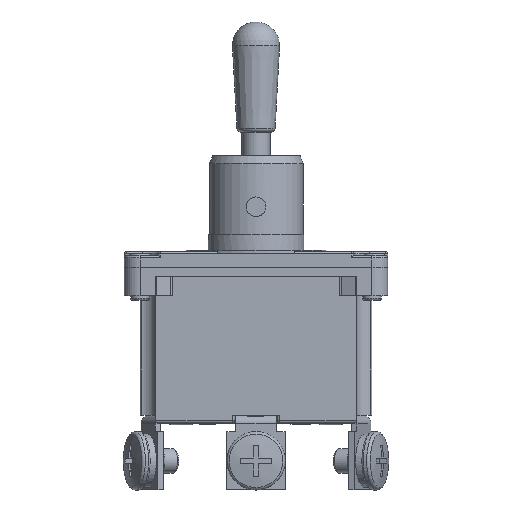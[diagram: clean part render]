
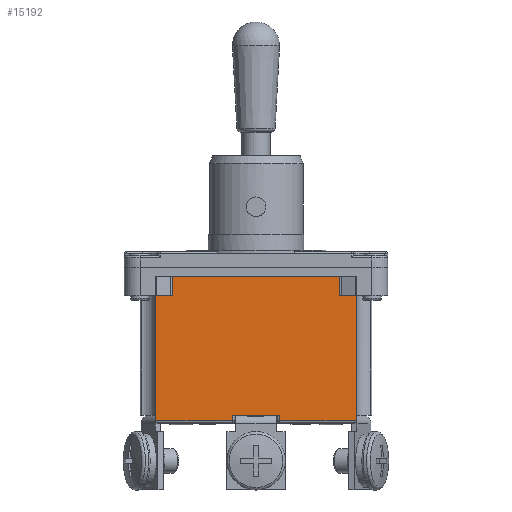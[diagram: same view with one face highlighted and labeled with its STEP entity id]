
A CAD part, front view. The second image highlights one B-rep face of the part: STEP entity #15192.
In plain terms, the highlighted planar face has unit normal (0, -1, 0).
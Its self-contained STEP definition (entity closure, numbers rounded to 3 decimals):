
#1211=LINE('',#24958,#2274);
#1265=LINE('',#25133,#2328);
#1291=LINE('',#25317,#2354);
#1311=LINE('',#25435,#2374);
#1316=LINE('',#25449,#2379);
#1332=LINE('',#25489,#2395);
#1373=LINE('',#25597,#2436);
#1377=LINE('',#25604,#2440);
#1383=LINE('',#25665,#2446);
#1384=LINE('',#25667,#2447);
#1385=LINE('',#25669,#2448);
#1386=LINE('',#25670,#2449);
#2274=VECTOR('',#19933,10.);
#2328=VECTOR('',#20091,10.);
#2354=VECTOR('',#20295,10.);
#2374=VECTOR('',#20431,10.);
#2379=VECTOR('',#20446,10.);
#2395=VECTOR('',#20488,10.);
#2436=VECTOR('',#20611,10.);
#2440=VECTOR('',#20621,10.);
#2446=VECTOR('',#20631,10.);
#2447=VECTOR('',#20632,10.);
#2448=VECTOR('',#20633,10.);
#2449=VECTOR('',#20634,10.);
#3582=FACE_OUTER_BOUND('',#4566,.T.);
#4566=EDGE_LOOP('',(#12454,#12455,#12456,#12457,#12458,#12459,#12460,#12461,
#12462,#12463,#12464,#12465));
#6766=VERTEX_POINT('',#24955);
#6767=VERTEX_POINT('',#24957);
#6835=VERTEX_POINT('',#25130);
#6836=VERTEX_POINT('',#25132);
#6901=VERTEX_POINT('',#25306);
#6904=VERTEX_POINT('',#25313);
#6924=VERTEX_POINT('',#25369);
#6943=VERTEX_POINT('',#25421);
#6949=VERTEX_POINT('',#25447);
#6960=VERTEX_POINT('',#25488);
#7000=VERTEX_POINT('',#25666);
#7001=VERTEX_POINT('',#25668);
#8600=EDGE_CURVE('',#6767,#6766,#1211,.T.);
#8689=EDGE_CURVE('',#6836,#6835,#1265,.T.);
#8777=EDGE_CURVE('',#6901,#6904,#1291,.T.);
#8835=EDGE_CURVE('',#6924,#6943,#1311,.T.);
#8842=EDGE_CURVE('',#6949,#6924,#1316,.T.);
#8863=EDGE_CURVE('',#6960,#6901,#1332,.T.);
#8922=EDGE_CURVE('',#6943,#6835,#1373,.T.);
#8926=EDGE_CURVE('',#6904,#6949,#1377,.T.);
#8942=EDGE_CURVE('',#6960,#6767,#1383,.T.);
#8943=EDGE_CURVE('',#7000,#6766,#1384,.T.);
#8944=EDGE_CURVE('',#7001,#7000,#1385,.T.);
#8945=EDGE_CURVE('',#6836,#7001,#1386,.T.);
#12454=ORIENTED_EDGE('',*,*,#8835,.F.);
#12455=ORIENTED_EDGE('',*,*,#8842,.F.);
#12456=ORIENTED_EDGE('',*,*,#8926,.F.);
#12457=ORIENTED_EDGE('',*,*,#8777,.F.);
#12458=ORIENTED_EDGE('',*,*,#8863,.F.);
#12459=ORIENTED_EDGE('',*,*,#8942,.T.);
#12460=ORIENTED_EDGE('',*,*,#8600,.T.);
#12461=ORIENTED_EDGE('',*,*,#8943,.F.);
#12462=ORIENTED_EDGE('',*,*,#8944,.F.);
#12463=ORIENTED_EDGE('',*,*,#8945,.F.);
#12464=ORIENTED_EDGE('',*,*,#8689,.T.);
#12465=ORIENTED_EDGE('',*,*,#8922,.F.);
#14550=PLANE('',#16859);
#15192=ADVANCED_FACE('',(#3582),#14550,.F.);
#16859=AXIS2_PLACEMENT_3D('',#25664,#20629,#20630);
#19933=DIRECTION('',(-1.,0.,0.));
#20091=DIRECTION('',(-1.,0.,0.));
#20295=DIRECTION('',(0.,0.,1.));
#20431=DIRECTION('',(-1.,0.,0.));
#20446=DIRECTION('',(0.,0.,-1.));
#20488=DIRECTION('',(-1.,0.,0.));
#20611=DIRECTION('',(0.,0.,1.));
#20621=DIRECTION('',(-1.,0.,0.));
#20629=DIRECTION('center_axis',(0.,1.,0.));
#20630=DIRECTION('ref_axis',(0.,0.,1.));
#20631=DIRECTION('',(0.,0.,1.));
#20632=DIRECTION('',(0.,0.,-1.));
#20633=DIRECTION('',(1.,0.,0.));
#20634=DIRECTION('',(0.,0.,1.));
#24955=CARTESIAN_POINT('',(10.675,-10.3,-3.6));
#24957=CARTESIAN_POINT('',(12.75,-10.3,-3.6));
#24958=CARTESIAN_POINT('',(1.045,-10.3,-3.6));
#25130=CARTESIAN_POINT('',(-12.75,-10.3,-3.6));
#25132=CARTESIAN_POINT('',(-10.675,-10.3,-3.6));
#25133=CARTESIAN_POINT('',(-6.375,-10.3,-3.6));
#25306=CARTESIAN_POINT('',(3.,-10.3,-19.5));
#25313=CARTESIAN_POINT('',(3.,-10.3,-18.8));
#25317=CARTESIAN_POINT('',(3.,-10.3,-19.8));
#25369=CARTESIAN_POINT('',(-3.,-10.3,-19.5));
#25421=CARTESIAN_POINT('',(-12.75,-10.3,-19.5));
#25435=CARTESIAN_POINT('',(-6.375,-10.3,-19.5));
#25447=CARTESIAN_POINT('',(-3.,-10.3,-18.8));
#25449=CARTESIAN_POINT('',(-3.,-10.3,-19.8));
#25488=CARTESIAN_POINT('',(12.75,-10.3,-19.5));
#25489=CARTESIAN_POINT('',(-6.375,-10.3,-19.5));
#25597=CARTESIAN_POINT('',(-12.75,-10.3,-19.8));
#25604=CARTESIAN_POINT('',(-6.375,-10.3,-18.8));
#25664=CARTESIAN_POINT('Origin',(-12.75,-10.3,-19.8));
#25665=CARTESIAN_POINT('',(12.75,-10.3,-19.8));
#25666=CARTESIAN_POINT('',(10.675,-10.3,-1.1));
#25667=CARTESIAN_POINT('',(10.675,-10.3,-10.45));
#25668=CARTESIAN_POINT('',(-10.675,-10.3,-1.1));
#25669=CARTESIAN_POINT('',(-12.75,-10.3,-1.1));
#25670=CARTESIAN_POINT('',(-10.675,-10.3,-10.45));
